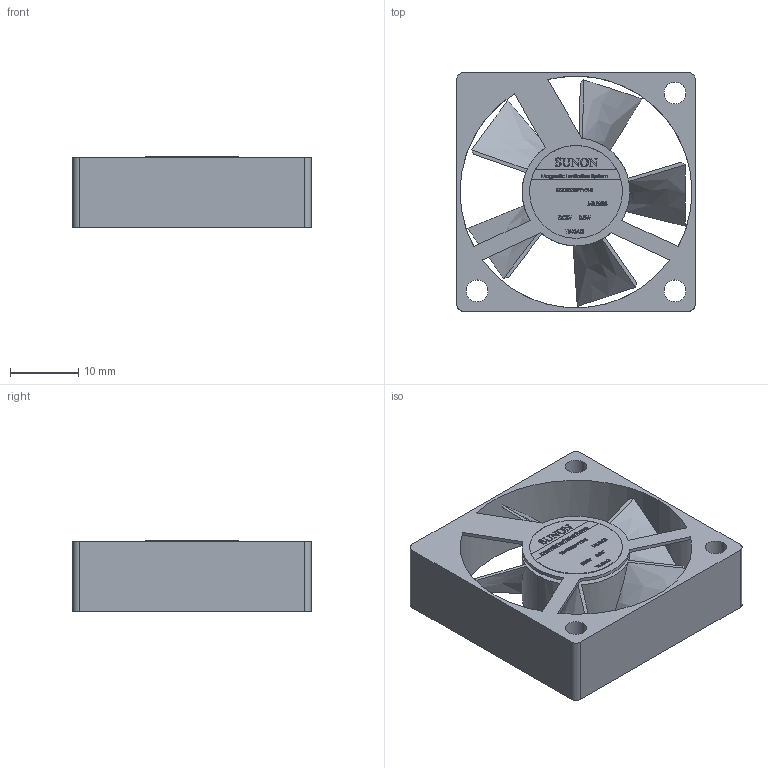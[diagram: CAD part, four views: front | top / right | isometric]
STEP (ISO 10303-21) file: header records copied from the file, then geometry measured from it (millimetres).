
FILE_DESCRIPTION (( 'STEP AP203' ), '1' );
FILE_NAME ('Fan.STEP', '2023-10-14T09:25:22', ( '' ), ( '' ), 'SwSTEP 2.0', 'SolidWorks 2021', '' );
FILE_SCHEMA (( 'CONFIG_CONTROL_DESIGN' ));
Length unit declared in the file: millimetre
Products named in the file (1): Fan
Bounding box: 35 x 35 x 10.4 mm (x, y, z)
Volume: 4897 mm3; surface area: 6025.2 mm2
Topology: 3 solids, 3 shells, 149 faces, 987 edges, 931 vertices
Faces by surface type: plane 110, cylinder 24, bspline 15
Entity records: 15923 total; most frequent: CARTESIAN_POINT 8622, ORIENTED_EDGE 1974, EDGE_CURVE 987, VERTEX_POINT 931, DIRECTION 868, VECTOR 482, LINE 482, B_SPLINE_CURVE_WITH_KNOTS 447
